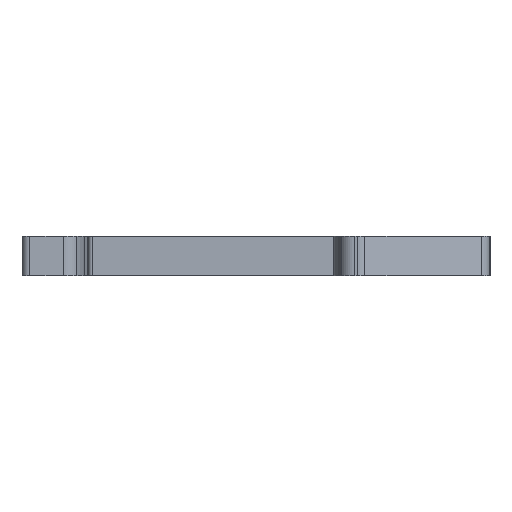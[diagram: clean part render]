
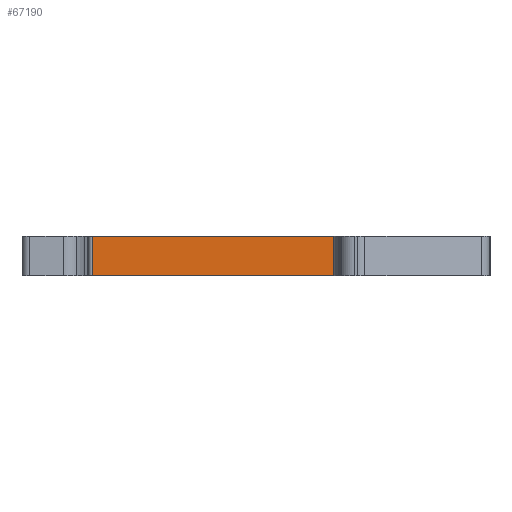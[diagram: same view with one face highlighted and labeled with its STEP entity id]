
A CAD part, front view. The second image highlights one B-rep face of the part: STEP entity #67190.
In plain terms, the highlighted planar face has unit normal (0, -1, 0).
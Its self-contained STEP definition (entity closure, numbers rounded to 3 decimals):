
#16400=CARTESIAN_POINT('',(19.132,-38.4,48.52));
#16410=VERTEX_POINT('',#16400);
#16440=CARTESIAN_POINT('',(19.132,-38.4,53.67));
#16450=DIRECTION('',(0.,0.,-1.));
#16460=VECTOR('',#16450,1.);
#16470=LINE('',#16440,#16460);
#16480=CARTESIAN_POINT('',(19.132,-38.4,53.67));
#16490=VERTEX_POINT('',#16480);
#16500=EDGE_CURVE('',#16490,#16410,#16470,.T.);
#28830=CARTESIAN_POINT('',(-13.316,-38.4,48.52));
#28840=VERTEX_POINT('',#28830);
#28870=CARTESIAN_POINT('',(-34.287,-38.4,48.52));
#28880=DIRECTION('',(-1.,0.,0.));
#28890=VECTOR('',#28880,1.);
#28900=LINE('',#28870,#28890);
#28910=EDGE_CURVE('',#16410,#28840,#28900,.T.);
#66960=CARTESIAN_POINT('',(-13.316,-38.4,53.67));
#66970=DIRECTION('',(0.,-1.,0.));
#66980=DIRECTION('',(-1.,0.,0.));
#66990=AXIS2_PLACEMENT_3D('',#66960,#66970,#66980);
#67000=PLANE('',#66990);
#67010=CARTESIAN_POINT('',(-13.316,-38.4,53.67));
#67020=DIRECTION('',(0.,0.,1.));
#67030=VECTOR('',#67020,1.);
#67040=LINE('',#67010,#67030);
#67050=CARTESIAN_POINT('',(-13.316,-38.4,53.67));
#67060=VERTEX_POINT('',#67050);
#67070=EDGE_CURVE('',#28840,#67060,#67040,.T.);
#67080=ORIENTED_EDGE('',*,*,#67070,.F.);
#67090=CARTESIAN_POINT('',(-34.287,-38.4,53.67));
#67100=DIRECTION('',(-1.,0.,0.));
#67110=VECTOR('',#67100,1.);
#67120=LINE('',#67090,#67110);
#67130=EDGE_CURVE('',#16490,#67060,#67120,.T.);
#67140=ORIENTED_EDGE('',*,*,#67130,.T.);
#67150=ORIENTED_EDGE('',*,*,#16500,.F.);
#67160=ORIENTED_EDGE('',*,*,#28910,.F.);
#67170=EDGE_LOOP('',(#67160,#67150,#67140,#67080));
#67180=FACE_OUTER_BOUND('',#67170,.T.);
#67190=ADVANCED_FACE('',(#67180),#67000,.T.);
